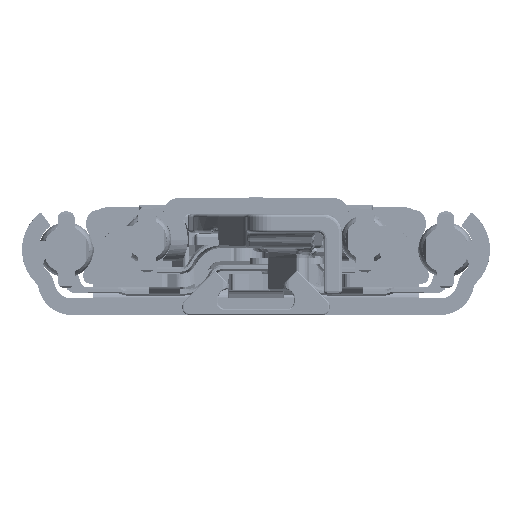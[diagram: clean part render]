
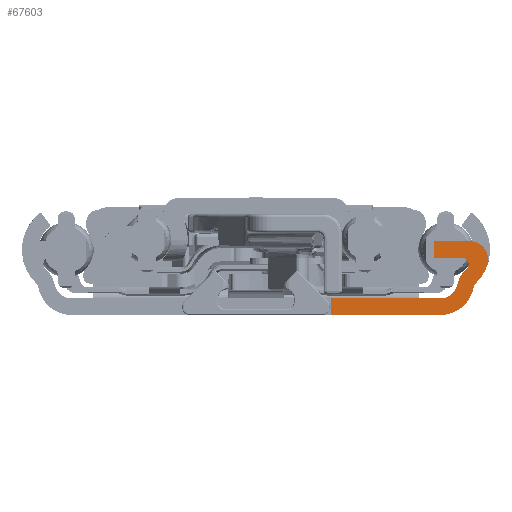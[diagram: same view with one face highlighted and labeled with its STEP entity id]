
A CAD part, front view. The second image highlights one B-rep face of the part: STEP entity #67603.
In plain terms, the highlighted planar face has unit normal (0, -1, 0).
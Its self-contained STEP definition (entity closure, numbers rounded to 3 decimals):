
#3302=PLANE('',#72181);
#4753=FACE_OUTER_BOUND('',#8697,.T.);
#8697=EDGE_LOOP('',(#44401,#44402,#44403,#44404,#44405,#44406,#44407,#44408,
#44409,#44410,#44411,#44412,#44413,#44414,#44415,#44416));
#12703=LINE('',#100118,#18051);
#12709=LINE('',#100130,#18057);
#12751=LINE('',#100257,#18099);
#12763=LINE('',#100320,#18111);
#12764=LINE('',#100328,#18112);
#12765=LINE('',#100330,#18113);
#12766=LINE('',#100332,#18114);
#12767=LINE('',#100340,#18115);
#18051=VECTOR('',#79734,10.);
#18057=VECTOR('',#79748,10.);
#18099=VECTOR('',#79836,10.);
#18111=VECTOR('',#79888,10.);
#18112=VECTOR('',#79895,10.);
#18113=VECTOR('',#79896,10.);
#18114=VECTOR('',#79897,10.);
#18115=VECTOR('',#79904,10.);
#23441=CIRCLE('',#72182,5.45);
#23442=CIRCLE('',#72183,1.5);
#23443=CIRCLE('',#72184,7.6);
#23444=CIRCLE('',#72185,3.);
#23445=CIRCLE('',#72186,1.);
#23446=CIRCLE('',#72187,4.9);
#23447=CIRCLE('',#72188,4.2);
#23448=CIRCLE('',#72189,2.75);
#26663=VERTEX_POINT('',#100114);
#26665=VERTEX_POINT('',#100117);
#26667=VERTEX_POINT('',#100129);
#26729=VERTEX_POINT('',#100255);
#26759=VERTEX_POINT('',#100317);
#26760=VERTEX_POINT('',#100319);
#26761=VERTEX_POINT('',#100321);
#26762=VERTEX_POINT('',#100323);
#26763=VERTEX_POINT('',#100325);
#26764=VERTEX_POINT('',#100327);
#26765=VERTEX_POINT('',#100329);
#26766=VERTEX_POINT('',#100331);
#26767=VERTEX_POINT('',#100333);
#26768=VERTEX_POINT('',#100335);
#26769=VERTEX_POINT('',#100337);
#26770=VERTEX_POINT('',#100339);
#33526=EDGE_CURVE('',#26665,#26663,#12703,.T.);
#33533=EDGE_CURVE('',#26667,#26665,#12709,.T.);
#33597=EDGE_CURVE('',#26663,#26729,#12751,.T.);
#33627=EDGE_CURVE('',#26729,#26759,#23441,.T.);
#33628=EDGE_CURVE('',#26759,#26760,#12763,.T.);
#33629=EDGE_CURVE('',#26760,#26761,#23442,.T.);
#33630=EDGE_CURVE('',#26761,#26762,#23443,.T.);
#33631=EDGE_CURVE('',#26762,#26763,#23444,.T.);
#33632=EDGE_CURVE('',#26763,#26764,#12764,.T.);
#33633=EDGE_CURVE('',#26764,#26765,#12765,.T.);
#33634=EDGE_CURVE('',#26765,#26766,#12766,.T.);
#33635=EDGE_CURVE('',#26766,#26767,#23445,.T.);
#33636=EDGE_CURVE('',#26767,#26768,#23446,.T.);
#33637=EDGE_CURVE('',#26768,#26769,#23447,.T.);
#33638=EDGE_CURVE('',#26769,#26770,#12767,.T.);
#33639=EDGE_CURVE('',#26770,#26667,#23448,.T.);
#44401=ORIENTED_EDGE('',*,*,#33526,.T.);
#44402=ORIENTED_EDGE('',*,*,#33597,.T.);
#44403=ORIENTED_EDGE('',*,*,#33627,.T.);
#44404=ORIENTED_EDGE('',*,*,#33628,.T.);
#44405=ORIENTED_EDGE('',*,*,#33629,.T.);
#44406=ORIENTED_EDGE('',*,*,#33630,.T.);
#44407=ORIENTED_EDGE('',*,*,#33631,.T.);
#44408=ORIENTED_EDGE('',*,*,#33632,.T.);
#44409=ORIENTED_EDGE('',*,*,#33633,.T.);
#44410=ORIENTED_EDGE('',*,*,#33634,.T.);
#44411=ORIENTED_EDGE('',*,*,#33635,.T.);
#44412=ORIENTED_EDGE('',*,*,#33636,.T.);
#44413=ORIENTED_EDGE('',*,*,#33637,.T.);
#44414=ORIENTED_EDGE('',*,*,#33638,.T.);
#44415=ORIENTED_EDGE('',*,*,#33639,.T.);
#44416=ORIENTED_EDGE('',*,*,#33533,.T.);
#67603=ADVANCED_FACE('',(#4753),#3302,.F.);
#72181=AXIS2_PLACEMENT_3D('',#100316,#79884,#79885);
#72182=AXIS2_PLACEMENT_3D('',#100318,#79886,#79887);
#72183=AXIS2_PLACEMENT_3D('',#100322,#79889,#79890);
#72184=AXIS2_PLACEMENT_3D('',#100324,#79891,#79892);
#72185=AXIS2_PLACEMENT_3D('',#100326,#79893,#79894);
#72186=AXIS2_PLACEMENT_3D('',#100334,#79898,#79899);
#72187=AXIS2_PLACEMENT_3D('',#100336,#79900,#79901);
#72188=AXIS2_PLACEMENT_3D('',#100338,#79902,#79903);
#72189=AXIS2_PLACEMENT_3D('',#100341,#79905,#79906);
#79734=DIRECTION('',(0.,0.,-1.));
#79748=DIRECTION('',(-1.,0.,0.));
#79836=DIRECTION('',(1.,0.,0.));
#79884=DIRECTION('center_axis',(0.,1.,0.));
#79885=DIRECTION('ref_axis',(0.,0.,1.));
#79886=DIRECTION('center_axis',(0.,-1.,0.));
#79887=DIRECTION('ref_axis',(-0.966,0.,0.259));
#79888=DIRECTION('',(0.259,0.,0.966));
#79889=DIRECTION('center_axis',(0.,1.,0.));
#79890=DIRECTION('ref_axis',(-0.966,0.,0.259));
#79891=DIRECTION('center_axis',(0.,-1.,0.));
#79892=DIRECTION('ref_axis',(-0.938,0.,0.348));
#79893=DIRECTION('center_axis',(0.,-1.,0.));
#79894=DIRECTION('ref_axis',(0.,0.,
-1.));
#79895=DIRECTION('',(-1.,0.,0.));
#79896=DIRECTION('',(0.,0.,-1.));
#79897=DIRECTION('',(1.,0.,0.));
#79898=DIRECTION('center_axis',(0.,1.,0.));
#79899=DIRECTION('ref_axis',(0.,0.,1.));
#79900=DIRECTION('center_axis',(0.,1.,0.));
#79901=DIRECTION('ref_axis',(0.808,0.,-0.59));
#79902=DIRECTION('center_axis',(0.,-1.,0.));
#79903=DIRECTION('ref_axis',(0.966,0.,-0.259));
#79904=DIRECTION('',(-0.259,0.,-0.966));
#79905=DIRECTION('center_axis',(0.,1.,0.));
#79906=DIRECTION('ref_axis',(0.966,0.,-0.259));
#100114=CARTESIAN_POINT('',(12.227,0.,0.));
#100117=CARTESIAN_POINT('',(12.227,0.,2.7));
#100118=CARTESIAN_POINT('',(12.227,0.,3.391));
#100129=CARTESIAN_POINT('',(30.069,0.,2.7));
#100130=CARTESIAN_POINT('',(30.069,0.,2.7));
#100255=CARTESIAN_POINT('',(30.069,0.,0.));
#100257=CARTESIAN_POINT('',(25.,0.,0.));
#100316=CARTESIAN_POINT('Origin',(0.,0.,4.082));
#100317=CARTESIAN_POINT('',(35.333,0.,4.039));
#100318=CARTESIAN_POINT('Origin',(30.069,0.,
5.45));
#100319=CARTESIAN_POINT('',(35.465,0.,4.533));
#100320=CARTESIAN_POINT('',(35.333,0.,4.039));
#100321=CARTESIAN_POINT('',(35.857,0.,5.209));
#100322=CARTESIAN_POINT('Origin',(36.914,0.,
4.145));
#100323=CARTESIAN_POINT('',(37.625,0.,7.957));
#100324=CARTESIAN_POINT('Origin',(30.5,0.,
10.6));
#100325=CARTESIAN_POINT('',(34.813,0.,12.));
#100326=CARTESIAN_POINT('Origin',(34.813,0.,
9.));
#100327=CARTESIAN_POINT('',(29.,0.,12.));
#100328=CARTESIAN_POINT('',(34.813,0.,12.));
#100329=CARTESIAN_POINT('',(29.,0.,9.3));
#100330=CARTESIAN_POINT('',(29.,0.,12.));
#100331=CARTESIAN_POINT('',(33.65,0.,9.3));
#100332=CARTESIAN_POINT('',(29.,0.,9.3));
#100333=CARTESIAN_POINT('',(34.457,0.,7.71));
#100334=CARTESIAN_POINT('Origin',(33.65,0.,
8.3));
#100335=CARTESIAN_POINT('',(33.954,0.,7.124));
#100336=CARTESIAN_POINT('Origin',(30.5,0.,
10.6));
#100337=CARTESIAN_POINT('',(32.857,0.,5.232));
#100338=CARTESIAN_POINT('Origin',(36.914,0.,
4.145));
#100339=CARTESIAN_POINT('',(32.725,0.,4.738));
#100340=CARTESIAN_POINT('',(32.857,0.,5.232));
#100341=CARTESIAN_POINT('Origin',(30.069,0.,
5.45));
